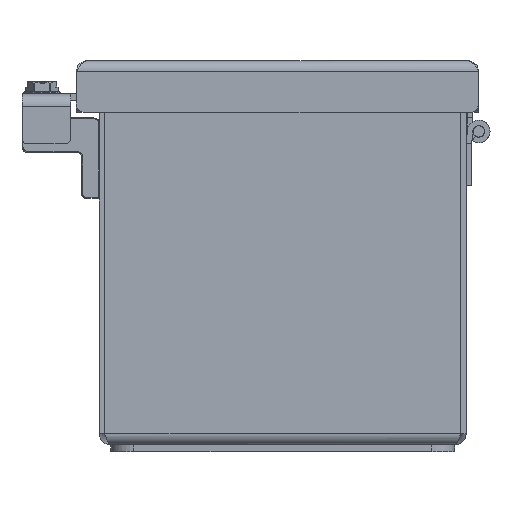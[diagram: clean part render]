
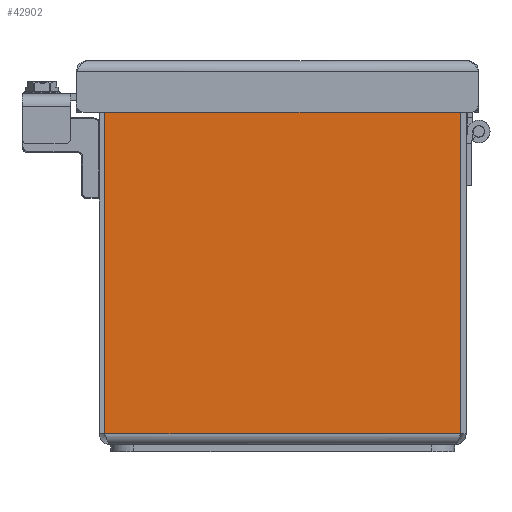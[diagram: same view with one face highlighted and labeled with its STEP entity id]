
A CAD part, left-side view. The second image highlights one B-rep face of the part: STEP entity #42902.
In plain terms, the highlighted planar face has unit normal (-1, 0, 0).
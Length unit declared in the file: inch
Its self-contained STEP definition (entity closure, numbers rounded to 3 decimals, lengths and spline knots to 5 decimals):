
#4574 = DIRECTION ( 'NONE',  ( -1., 0., 0. ) ) ;
#7118 = CARTESIAN_POINT ( 'NONE',  ( 0., 3.94, 0.12 ) ) ;
#8107 = EDGE_LOOP ( 'NONE', ( #18068, #19825, #30019, #38438 ) ) ;
#9091 = CARTESIAN_POINT ( 'NONE',  ( 0., 0.06, 0.12 ) ) ;
#9306 = CARTESIAN_POINT ( 'NONE',  ( 0., 4., 3.888 ) ) ;
#10634 = CARTESIAN_POINT ( 'NONE',  ( 0., 3.94, 0. ) ) ;
#11575 = PLANE ( 'NONE',  #33940 ) ;
#11780 = VECTOR ( 'NONE', #46296, 39.37008 ) ;
#12445 = DIRECTION ( 'NONE',  ( 0., 1., 0. ) ) ;
#12926 = LINE ( 'NONE', #9306, #47093 ) ;
#13061 = VECTOR ( 'NONE', #18108, 39.37008 ) ;
#13100 = EDGE_CURVE ( 'NONE', #37104, #13798, #12926, .T. ) ;
#13798 = VERTEX_POINT ( 'NONE', #26687 ) ;
#14501 = CARTESIAN_POINT ( 'NONE',  ( 0., 0.06, 3.888 ) ) ;
#18068 = ORIENTED_EDGE ( 'NONE', *, *, #42355, .T. ) ;
#18108 = DIRECTION ( 'NONE',  ( 0., 0., -1. ) ) ;
#19280 = CARTESIAN_POINT ( 'NONE',  ( 0., 4., 0. ) ) ;
#19825 = ORIENTED_EDGE ( 'NONE', *, *, #45858, .F. ) ;
#24627 = FACE_OUTER_BOUND ( 'NONE', #8107, .T. ) ;
#26687 = CARTESIAN_POINT ( 'NONE',  ( 0., 3.94, 3.888 ) ) ;
#30019 = ORIENTED_EDGE ( 'NONE', *, *, #31727, .T. ) ;
#30931 = VECTOR ( 'NONE', #43723, 39.37008 ) ;
#31727 = EDGE_CURVE ( 'NONE', #36085, #37104, #38339, .T. ) ;
#33586 = LINE ( 'NONE', #44668, #30931 ) ;
#33940 = AXIS2_PLACEMENT_3D ( 'NONE', #19280, #4574, #41043 ) ;
#36085 = VERTEX_POINT ( 'NONE', #9091 ) ;
#37104 = VERTEX_POINT ( 'NONE', #14501 ) ;
#38339 = LINE ( 'NONE', #45582, #11780 ) ;
#38438 = ORIENTED_EDGE ( 'NONE', *, *, #13100, .T. ) ;
#40652 = VERTEX_POINT ( 'NONE', #7118 ) ;
#41043 = DIRECTION ( 'NONE',  ( 0., 0., 1. ) ) ;
#42355 = EDGE_CURVE ( 'NONE', #13798, #40652, #43247, .T. ) ;
#42902 = ADVANCED_FACE ( 'NONE', ( #24627 ), #11575, .T. ) ;
#43247 = LINE ( 'NONE', #10634, #13061 ) ;
#43723 = DIRECTION ( 'NONE',  ( 0., 1., 0. ) ) ;
#44668 = CARTESIAN_POINT ( 'NONE',  ( 0., 4., 0.12 ) ) ;
#45582 = CARTESIAN_POINT ( 'NONE',  ( 0., 0.06, 0. ) ) ;
#45858 = EDGE_CURVE ( 'NONE', #36085, #40652, #33586, .T. ) ;
#46296 = DIRECTION ( 'NONE',  ( 0., 0., 1. ) ) ;
#47093 = VECTOR ( 'NONE', #12445, 39.37008 ) ;
